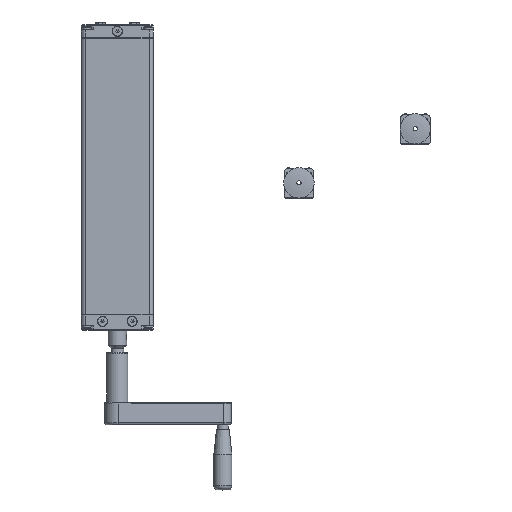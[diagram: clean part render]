
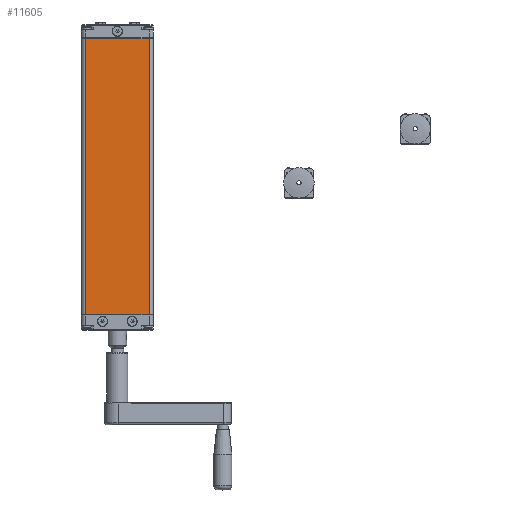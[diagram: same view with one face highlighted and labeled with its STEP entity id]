
A CAD part, top view. The second image highlights one B-rep face of the part: STEP entity #11605.
In plain terms, the highlighted planar face has unit normal (0, 0, 1).
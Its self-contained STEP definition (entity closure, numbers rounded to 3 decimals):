
#1570=FACE_OUTER_BOUND('',#2275,.T.);
#2275=EDGE_LOOP('',(#7784,#7785,#7786,#7787));
#3084=LINE('',#18144,#3953);
#3085=LINE('',#18148,#3954);
#3086=LINE('',#18153,#3955);
#3087=LINE('',#18157,#3956);
#3953=VECTOR('',#14517,327.5);
#3954=VECTOR('',#14522,327.5);
#3955=VECTOR('',#14531,75.);
#3956=VECTOR('',#14538,75.);
#4840=VERTEX_POINT('',#18133);
#4841=VERTEX_POINT('',#18139);
#4842=VERTEX_POINT('',#18143);
#4843=VERTEX_POINT('',#18147);
#5921=EDGE_CURVE('',#4840,#4842,#3084,.T.);
#5923=EDGE_CURVE('',#4841,#4843,#3085,.F.);
#5926=EDGE_CURVE('',#4843,#4840,#3086,.F.);
#5928=EDGE_CURVE('',#4842,#4841,#3087,.T.);
#7784=ORIENTED_EDGE('',*,*,#5923,.F.);
#7785=ORIENTED_EDGE('',*,*,#5928,.F.);
#7786=ORIENTED_EDGE('',*,*,#5921,.F.);
#7787=ORIENTED_EDGE('',*,*,#5926,.F.);
#10753=PLANE('',#12877);
#11605=ADVANCED_FACE('',(#1570),#10753,.T.);
#12877=AXIS2_PLACEMENT_3D('',#18158,#14539,#14540);
#14517=DIRECTION('',(0.,-1.,0.));
#14522=DIRECTION('',(0.,-1.,0.));
#14531=DIRECTION('',(-1.,0.,0.));
#14538=DIRECTION('',(-1.,0.,0.));
#14539=DIRECTION('center_axis',(0.,0.,1.));
#14540=DIRECTION('ref_axis',(1.,0.,0.));
#18133=CARTESIAN_POINT('',(37.5,328.,17.5));
#18139=CARTESIAN_POINT('',(-37.5,0.5,17.5));
#18143=CARTESIAN_POINT('',(37.5,0.5,17.5));
#18144=CARTESIAN_POINT('',(37.5,328.,17.5));
#18147=CARTESIAN_POINT('',(-37.5,328.,17.5));
#18148=CARTESIAN_POINT('',(-37.5,328.,17.5));
#18153=CARTESIAN_POINT('',(37.5,328.,17.5));
#18157=CARTESIAN_POINT('',(37.5,0.5,17.5));
#18158=CARTESIAN_POINT('Origin',(42.5,328.5,17.5));
